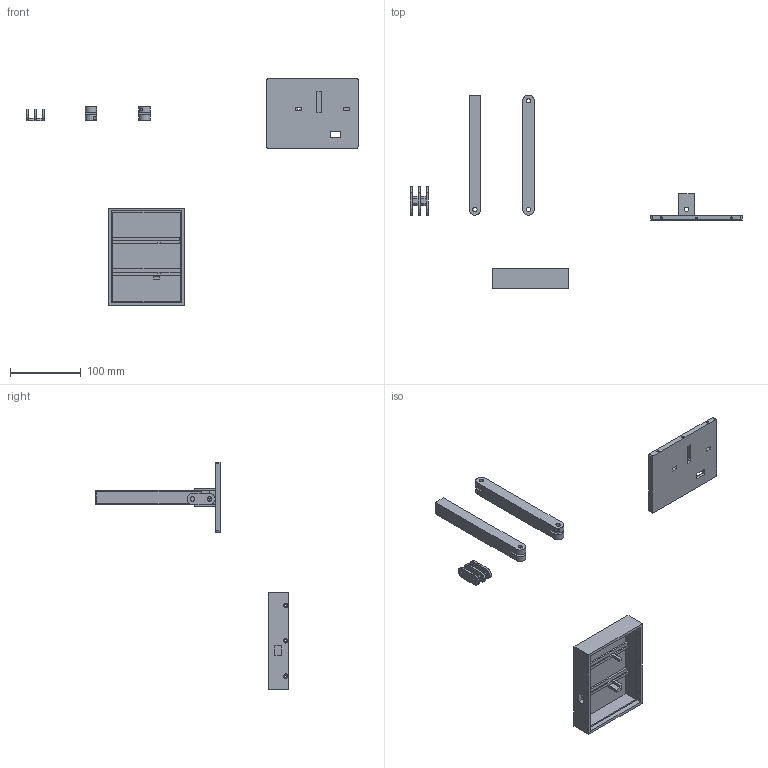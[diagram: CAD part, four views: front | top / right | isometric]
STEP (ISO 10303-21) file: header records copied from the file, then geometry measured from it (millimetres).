
FILE_DESCRIPTION(/* description */ (''),/* implementation_level */ '2;1');
FILE_NAME(/* name */ 'Lampada Per Diego v52.step',/* time_stamp */ '2024-07-22T11:07:34+02:00',/* author */ (''),/* organization */ (''),/* preprocessor_version */ 'ST-DEVELOPER v20',/* originating_system */ 'Autodesk Translation Framework v13.14.0.145',/* authorisation */ '');
FILE_SCHEMA (('AUTOMOTIVE_DESIGN { 1 0 10303 214 3 1 1 }'));
Length unit declared in the file: millimetre
Products named in the file (1): Lampada Per Diego
Bounding box: 470.55 x 274 x 322 mm (x, y, z)
Volume: 270573.9 mm3; surface area: 134982.8 mm2
Topology: 5 solids, 5 shells, 213 faces, 546 edges, 363 vertices
Faces by surface type: plane 160, cylinder 53
Full cylindrical faces by diameter (mm): 3 x6, 3.4 x6, 6.2 x20
Entity records: 6567 total; most frequent: CARTESIAN_POINT 1123, ORIENTED_EDGE 1092, DIRECTION 1088, EDGE_CURVE 546, LINE 432, VECTOR 432, VERTEX_POINT 363, AXIS2_PLACEMENT_3D 328
